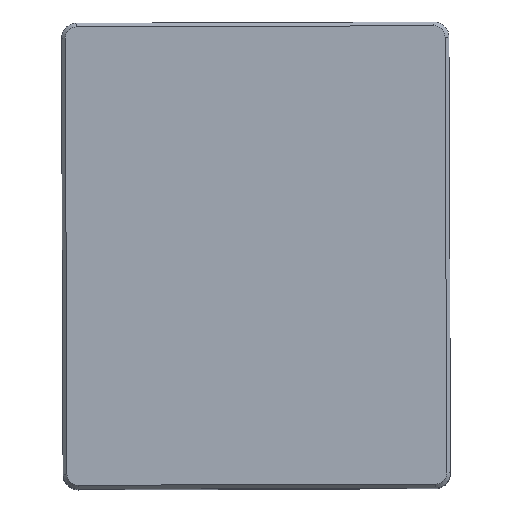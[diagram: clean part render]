
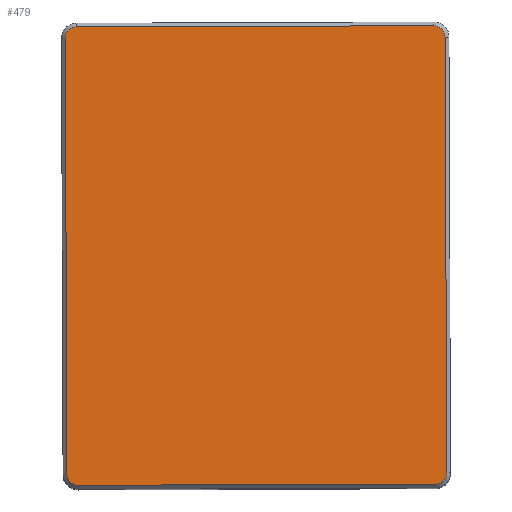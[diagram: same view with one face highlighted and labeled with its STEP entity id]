
A CAD part, top view. The second image highlights one B-rep face of the part: STEP entity #479.
In plain terms, the highlighted planar face has unit normal (0, 0.02, 1).
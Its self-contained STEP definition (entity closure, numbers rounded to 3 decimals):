
#5 = DIRECTION ( 'NONE',  ( 0., 1., -0.02 ) ) ;
#47 = DIRECTION ( 'NONE',  ( 1., 0.004, 0. ) ) ;
#66 = CARTESIAN_POINT ( 'NONE',  ( 25.027, 28.995, 102.756 ) ) ;
#79 = EDGE_CURVE ( 'NONE', #305, #938, #438, .T. ) ;
#98 = DIRECTION ( 'NONE',  ( 0., -0.02, -1. ) ) ;
#118 = VECTOR ( 'NONE', #47, 1000. ) ;
#121 = DIRECTION ( 'NONE',  ( 0., -0.02, -1. ) ) ;
#170 = CARTESIAN_POINT ( 'NONE',  ( 23.527, 28.989, 102.756 ) ) ;
#175 = ORIENTED_EDGE ( 'NONE', *, *, #778, .F. ) ;
#177 = DIRECTION ( 'NONE',  ( 0., -0.02, -1. ) ) ;
#188 = LINE ( 'NONE', #1512, #1216 ) ;
#193 = ORIENTED_EDGE ( 'NONE', *, *, #618, .F. ) ;
#209 = EDGE_CURVE ( 'NONE', #473, #1466, #241, .T. ) ;
#239 = CARTESIAN_POINT ( 'NONE',  ( -24.888, -28.663, 103.925 ) ) ;
#240 = ORIENTED_EDGE ( 'NONE', *, *, #1012, .F. ) ;
#241 = CIRCLE ( 'NONE', #1052, 1.5 ) ;
#245 = DIRECTION ( 'NONE',  ( 0., 1., -0.02 ) ) ;
#305 = VERTEX_POINT ( 'NONE', #688 ) ;
#332 = CARTESIAN_POINT ( 'NONE',  ( 23.731, -28.49, 103.921 ) ) ;
#333 = VECTOR ( 'NONE', #1120, 1000. ) ;
#340 = ORIENTED_EDGE ( 'NONE', *, *, #1316, .F. ) ;
#353 = VERTEX_POINT ( 'NONE', #723 ) ;
#366 = VECTOR ( 'NONE', #1510, 1000. ) ;
#376 = PLANE ( 'NONE',  #1497 ) ;
#382 = CARTESIAN_POINT ( 'NONE',  ( -25.092, 28.817, 102.76 ) ) ;
#389 = ORIENTED_EDGE ( 'NONE', *, *, #480, .F. ) ;
#425 = CARTESIAN_POINT ( 'NONE',  ( -23.388, -28.657, 103.925 ) ) ;
#434 = CARTESIAN_POINT ( 'NONE',  ( -23.598, 30.322, 102.729 ) ) ;
#438 = CIRCLE ( 'NONE', #906, 1.5 ) ;
#473 = VERTEX_POINT ( 'NONE', #382 ) ;
#479 = ADVANCED_FACE ( 'NONE', ( #757 ), #376, .F. ) ;
#480 = EDGE_CURVE ( 'NONE', #1161, #473, #862, .T. ) ;
#525 = DIRECTION ( 'NONE',  ( 0., -0.02, -1. ) ) ;
#534 = DIRECTION ( 'NONE',  ( 0., 1., -0.02 ) ) ;
#540 = EDGE_LOOP ( 'NONE', ( #340, #905, #742, #175, #193, #240, #1348, #1407, #389 ) ) ;
#544 = DIRECTION ( 'NONE',  ( 0., 1., -0.02 ) ) ;
#591 = CARTESIAN_POINT ( 'NONE',  ( 23.736, -29.99, 103.952 ) ) ;
#618 = EDGE_CURVE ( 'NONE', #353, #1181, #1362, .T. ) ;
#632 = DIRECTION ( 'NONE',  ( 0., -0.02, -1. ) ) ;
#688 = CARTESIAN_POINT ( 'NONE',  ( 25.231, -28.485, 103.921 ) ) ;
#723 = CARTESIAN_POINT ( 'NONE',  ( 23.527, 30.489, 102.726 ) ) ;
#727 = DIRECTION ( 'NONE',  ( 0., -0.02, -1. ) ) ;
#741 = CARTESIAN_POINT ( 'NONE',  ( 23.527, 28.989, 102.756 ) ) ;
#742 = ORIENTED_EDGE ( 'NONE', *, *, #79, .F. ) ;
#757 = FACE_OUTER_BOUND ( 'NONE', #540, .T. ) ;
#778 = EDGE_CURVE ( 'NONE', #1181, #305, #188, .T. ) ;
#862 = LINE ( 'NONE', #239, #333 ) ;
#905 = ORIENTED_EDGE ( 'NONE', *, *, #1228, .F. ) ;
#906 = AXIS2_PLACEMENT_3D ( 'NONE', #332, #98, #544 ) ;
#934 = VERTEX_POINT ( 'NONE', #1068 ) ;
#938 = VERTEX_POINT ( 'NONE', #591 ) ;
#985 = LINE ( 'NONE', #1487, #118 ) ;
#1011 = CARTESIAN_POINT ( 'NONE',  ( -24.888, -28.663, 103.925 ) ) ;
#1012 = EDGE_CURVE ( 'NONE', #1177, #353, #1379, .T. ) ;
#1033 = DIRECTION ( 'NONE',  ( 0., 1., -0.02 ) ) ;
#1040 = EDGE_CURVE ( 'NONE', #1466, #1177, #985, .T. ) ;
#1045 = DIRECTION ( 'NONE',  ( 0.004, -1., 0.02 ) ) ;
#1052 = AXIS2_PLACEMENT_3D ( 'NONE', #1335, #121, #245 ) ;
#1068 = CARTESIAN_POINT ( 'NONE',  ( -23.383, -30.157, 103.955 ) ) ;
#1120 = DIRECTION ( 'NONE',  ( -0.004, 1., -0.02 ) ) ;
#1148 = CIRCLE ( 'NONE', #1430, 1.5 ) ;
#1161 = VERTEX_POINT ( 'NONE', #1011 ) ;
#1177 = VERTEX_POINT ( 'NONE', #1502 ) ;
#1181 = VERTEX_POINT ( 'NONE', #66 ) ;
#1216 = VECTOR ( 'NONE', #1045, 1000. ) ;
#1228 = EDGE_CURVE ( 'NONE', #938, #934, #1265, .T. ) ;
#1253 = AXIS2_PLACEMENT_3D ( 'NONE', #741, #727, #1551 ) ;
#1265 = LINE ( 'NONE', #1272, #366 ) ;
#1272 = CARTESIAN_POINT ( 'NONE',  ( 23.736, -29.99, 103.952 ) ) ;
#1316 = EDGE_CURVE ( 'NONE', #934, #1161, #1148, .T. ) ;
#1330 = CARTESIAN_POINT ( 'NONE',  ( -1.658, -0.469, 103.353 ) ) ;
#1335 = CARTESIAN_POINT ( 'NONE',  ( -23.592, 28.822, 102.759 ) ) ;
#1348 = ORIENTED_EDGE ( 'NONE', *, *, #1040, .F. ) ;
#1362 = CIRCLE ( 'NONE', #1469, 1.5 ) ;
#1379 = CIRCLE ( 'NONE', #1253, 1.5 ) ;
#1407 = ORIENTED_EDGE ( 'NONE', *, *, #209, .F. ) ;
#1430 = AXIS2_PLACEMENT_3D ( 'NONE', #425, #525, #534 ) ;
#1466 = VERTEX_POINT ( 'NONE', #434 ) ;
#1469 = AXIS2_PLACEMENT_3D ( 'NONE', #170, #177, #1033 ) ;
#1487 = CARTESIAN_POINT ( 'NONE',  ( -23.598, 30.322, 102.729 ) ) ;
#1497 = AXIS2_PLACEMENT_3D ( 'NONE', #1330, #632, #5 ) ;
#1502 = CARTESIAN_POINT ( 'NONE',  ( 23.522, 30.489, 102.726 ) ) ;
#1510 = DIRECTION ( 'NONE',  ( -1., -0.004, 0. ) ) ;
#1512 = CARTESIAN_POINT ( 'NONE',  ( 25.027, 28.995, 102.756 ) ) ;
#1551 = DIRECTION ( 'NONE',  ( 0., 1., -0.02 ) ) ;
